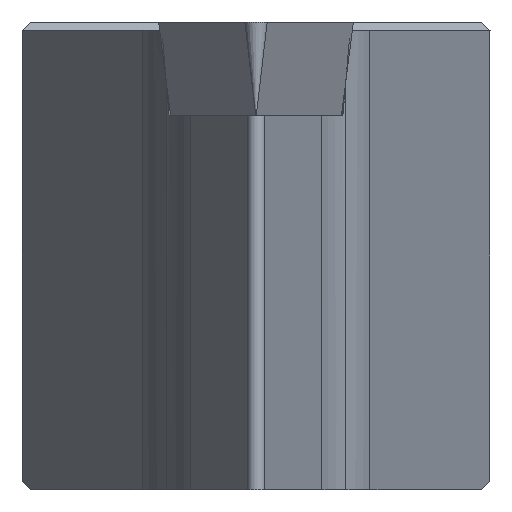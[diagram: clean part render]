
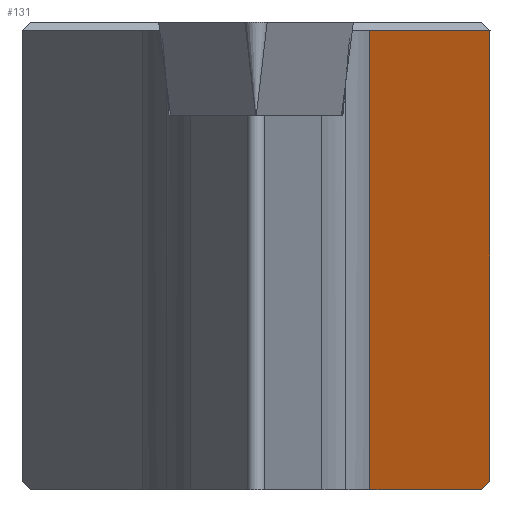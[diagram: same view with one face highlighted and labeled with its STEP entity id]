
A CAD part, left-side view. The second image highlights one B-rep face of the part: STEP entity #131.
In plain terms, the highlighted planar face has unit normal (-0.301, -0.954, 0).
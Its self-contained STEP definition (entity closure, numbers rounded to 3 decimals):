
#131=ADVANCED_FACE('',(#202),#170,.F.);
#170=PLANE('',#777);
#202=FACE_OUTER_BOUND('',#241,.T.);
#241=EDGE_LOOP('',(#494,#495,#496,#497,#498));
#263=LINE('',#1007,#336);
#273=LINE('',#1029,#346);
#278=LINE('',#1040,#351);
#295=LINE('',#1082,#368);
#307=LINE('',#1105,#380);
#336=VECTOR('',#816,1.);
#346=VECTOR('',#830,1.);
#351=VECTOR('',#839,1.);
#368=VECTOR('',#874,1.);
#380=VECTOR('',#908,1.);
#494=ORIENTED_EDGE('',*,*,#698,.T.);
#495=ORIENTED_EDGE('',*,*,#665,.F.);
#496=ORIENTED_EDGE('',*,*,#659,.F.);
#497=ORIENTED_EDGE('',*,*,#686,.F.);
#498=ORIENTED_EDGE('',*,*,#649,.F.);
#593=VERTEX_POINT('',#1006);
#594=VERTEX_POINT('',#1008);
#602=VERTEX_POINT('',#1027);
#604=VERTEX_POINT('',#1030);
#608=VERTEX_POINT('',#1041);
#649=EDGE_CURVE('',#593,#594,#263,.T.);
#659=EDGE_CURVE('',#602,#604,#273,.T.);
#665=EDGE_CURVE('',#604,#608,#278,.T.);
#686=EDGE_CURVE('',#594,#602,#295,.T.);
#698=EDGE_CURVE('',#593,#608,#307,.T.);
#777=AXIS2_PLACEMENT_3D('',#1106,#909,#910);
#816=DIRECTION('',(0.954,-0.301,0.));
#830=DIRECTION('',(-0.913,0.288,-0.288));
#839=DIRECTION('',(-0.954,0.301,0.));
#874=DIRECTION('',(0.,0.,-1.));
#908=DIRECTION('',(0.,0.,-1.));
#909=DIRECTION('',(0.301,0.954,0.));
#910=DIRECTION('',(-0.954,0.301,0.));
#1006=CARTESIAN_POINT('',(12.359,-11.897,-0.3));
#1007=CARTESIAN_POINT('',(25.373,-16.,-0.3));
#1008=CARTESIAN_POINT('',(25.373,-16.,-0.3));
#1027=CARTESIAN_POINT('',(25.373,-16.,-15.7));
#1029=CARTESIAN_POINT('',(18.982,-13.985,-17.715));
#1030=CARTESIAN_POINT('',(24.421,-15.7,-16.));
#1040=CARTESIAN_POINT('',(25.373,-16.,-16.));
#1041=CARTESIAN_POINT('',(12.359,-11.897,-16.));
#1082=CARTESIAN_POINT('',(25.373,-16.,-40.));
#1105=CARTESIAN_POINT('',(12.359,-11.897,-40.));
#1106=CARTESIAN_POINT('',(25.373,-16.,-40.));
